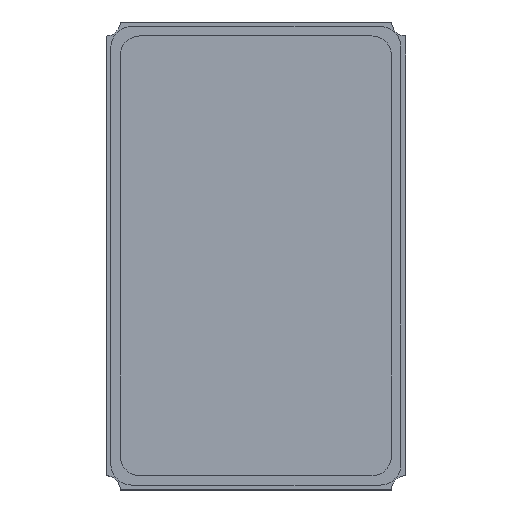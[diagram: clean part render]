
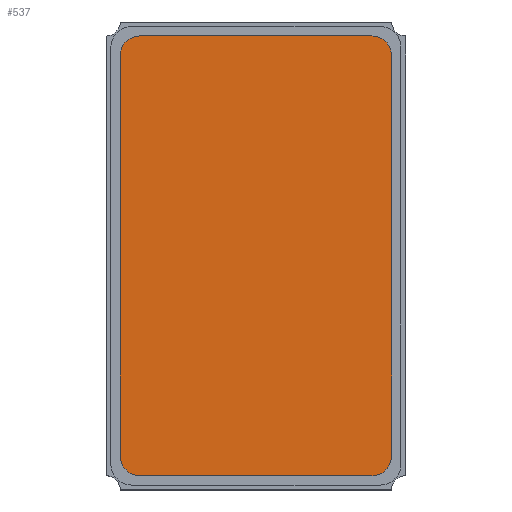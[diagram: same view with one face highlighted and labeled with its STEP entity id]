
A CAD part, top view. The second image highlights one B-rep face of the part: STEP entity #537.
In plain terms, the highlighted planar face has unit normal (0, 0, 1).
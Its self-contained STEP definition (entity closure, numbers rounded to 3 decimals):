
#17=CIRCLE('',#560,0.209);
#19=CIRCLE('',#563,0.209);
#37=CIRCLE('',#597,0.209);
#39=CIRCLE('',#601,0.209);
#74=FACE_OUTER_BOUND('',#102,.T.);
#102=EDGE_LOOP('',(#418,#419,#420,#421,#422,#423,#424,#425));
#113=LINE('',#772,#161);
#149=LINE('',#891,#197);
#152=LINE('',#900,#200);
#153=LINE('',#902,#201);
#161=VECTOR('',#616,1.);
#197=VECTOR('',#734,1.);
#200=VECTOR('',#745,1.);
#201=VECTOR('',#748,1.);
#207=VERTEX_POINT('',#766);
#209=VERTEX_POINT('',#770);
#211=VERTEX_POINT('',#776);
#213=VERTEX_POINT('',#781);
#247=VERTEX_POINT('',#879);
#249=VERTEX_POINT('',#883);
#251=VERTEX_POINT('',#888);
#253=VERTEX_POINT('',#894);
#257=EDGE_CURVE('',#207,#209,#113,.T.);
#260=EDGE_CURVE('',#209,#211,#17,.T.);
#263=EDGE_CURVE('',#213,#207,#19,.T.);
#312=EDGE_CURVE('',#247,#249,#37,.T.);
#315=EDGE_CURVE('',#251,#247,#149,.T.);
#318=EDGE_CURVE('',#253,#251,#39,.T.);
#320=EDGE_CURVE('',#211,#253,#152,.T.);
#321=EDGE_CURVE('',#249,#213,#153,.T.);
#418=ORIENTED_EDGE('',*,*,#320,.T.);
#419=ORIENTED_EDGE('',*,*,#318,.T.);
#420=ORIENTED_EDGE('',*,*,#315,.T.);
#421=ORIENTED_EDGE('',*,*,#312,.T.);
#422=ORIENTED_EDGE('',*,*,#321,.T.);
#423=ORIENTED_EDGE('',*,*,#263,.T.);
#424=ORIENTED_EDGE('',*,*,#257,.T.);
#425=ORIENTED_EDGE('',*,*,#260,.T.);
#480=PLANE('',#603);
#537=ADVANCED_FACE('',(#74),#480,.T.);
#560=AXIS2_PLACEMENT_3D('',#778,#622,#623);
#563=AXIS2_PLACEMENT_3D('',#784,#629,#630);
#597=AXIS2_PLACEMENT_3D('',#885,#728,#729);
#601=AXIS2_PLACEMENT_3D('',#897,#740,#741);
#603=AXIS2_PLACEMENT_3D('',#901,#746,#747);
#616=DIRECTION('',(1.,0.,0.));
#622=DIRECTION('center_axis',(0.,0.,1.));
#623=DIRECTION('ref_axis',(1.,0.,0.));
#629=DIRECTION('center_axis',(0.,0.,1.));
#630=DIRECTION('ref_axis',(1.,0.,0.));
#728=DIRECTION('center_axis',(0.,0.,1.));
#729=DIRECTION('ref_axis',(1.,0.,0.));
#734=DIRECTION('',(-1.,0.,0.));
#740=DIRECTION('center_axis',(0.,0.,1.));
#741=DIRECTION('ref_axis',(1.,0.,0.));
#745=DIRECTION('',(0.,1.,0.));
#746=DIRECTION('center_axis',(0.,0.,1.));
#747=DIRECTION('ref_axis',(0.,1.,0.));
#748=DIRECTION('',(0.,-1.,0.));
#766=CARTESIAN_POINT('',(-1.241,-3.6,0.64));
#770=CARTESIAN_POINT('',(1.241,-3.6,0.64));
#772=CARTESIAN_POINT('',(-1.241,-3.6,0.64));
#776=CARTESIAN_POINT('',(1.45,-3.391,0.64));
#778=CARTESIAN_POINT('Origin',(1.241,-3.391,0.64));
#781=CARTESIAN_POINT('',(-1.45,-3.391,0.64));
#784=CARTESIAN_POINT('Origin',(-1.241,-3.391,0.64));
#879=CARTESIAN_POINT('',(-1.241,1.1,0.64));
#883=CARTESIAN_POINT('',(-1.45,0.891,0.64));
#885=CARTESIAN_POINT('Origin',(-1.241,0.891,0.64));
#888=CARTESIAN_POINT('',(1.241,1.1,0.64));
#891=CARTESIAN_POINT('',(1.241,1.1,0.64));
#894=CARTESIAN_POINT('',(1.45,0.891,0.64));
#897=CARTESIAN_POINT('Origin',(1.241,0.891,0.64));
#900=CARTESIAN_POINT('',(1.45,-3.391,0.64));
#901=CARTESIAN_POINT('Origin',(0.,0.,0.64));
#902=CARTESIAN_POINT('',(-1.45,-1.609,0.64));
